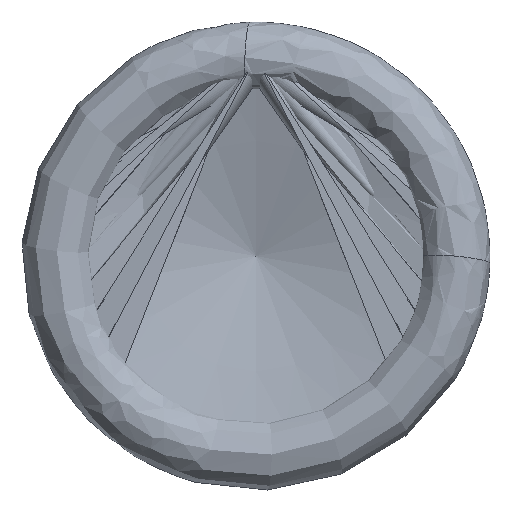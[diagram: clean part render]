
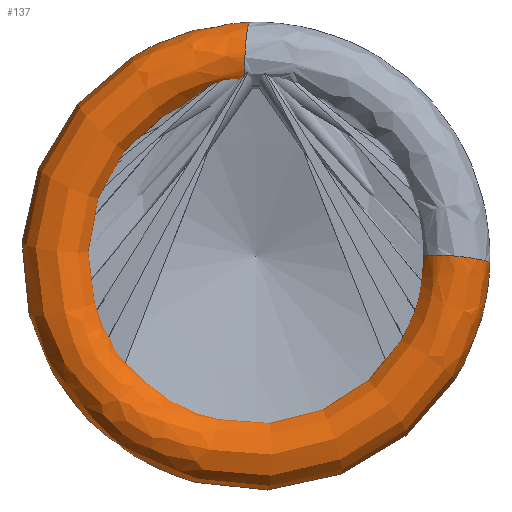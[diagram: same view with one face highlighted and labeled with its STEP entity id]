
A CAD part, left-side view. The second image highlights one B-rep face of the part: STEP entity #137.
In plain terms, the highlighted free-form (B-spline) face has degree [3, 3] with [7, 7] control points.
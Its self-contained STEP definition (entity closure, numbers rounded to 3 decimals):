
#137=ADVANCED_FACE('',(#151,#152),#149,.F.);
#149=(
BOUNDED_SURFACE()
B_SPLINE_SURFACE(3,3,((#320,#321,#322,#323,#324,#325,#326),(#327,#328,#329,
#330,#331,#332,#333),(#334,#335,#336,#337,#338,#339,#340),(#341,#342,#343,
#344,#345,#346,#347),(#348,#349,#350,#351,#352,#353,#354),(#355,#356,#357,
#358,#359,#360,#361),(#362,#363,#364,#365,#366,#367,#368)),
 .UNSPECIFIED.,.T.,.F.,.F.)
B_SPLINE_SURFACE_WITH_KNOTS((1,3,3,3,1),(4,3,4),(-0.5,0.,0.5,1.,1.5),(0.,
0.5,1.),.UNSPECIFIED.)
GEOMETRIC_REPRESENTATION_ITEM()
RATIONAL_B_SPLINE_SURFACE(((1.,0.597,0.597,1.,0.597,
0.597,1.),(0.333,0.199,0.199,
0.333,0.199,0.199,0.333),
(0.333,0.199,0.199,0.333,
0.199,0.199,0.333),(1.,0.597,
0.597,1.,0.597,0.597,1.),(0.333,
0.199,0.199,0.333,0.199,
0.199,0.333),(0.333,0.199,
0.199,0.333,0.199,0.199,
0.333),(1.,0.597,0.597,1.,0.597,
0.597,1.)))
REPRESENTATION_ITEM('')
SURFACE()
);
#151=FACE_BOUND('',#173,.T.);
#152=FACE_BOUND('',#174,.T.);
#173=EDGE_LOOP('',(#195));
#174=EDGE_LOOP('',(#196));
#195=ORIENTED_EDGE('',*,*,#229,.T.);
#196=ORIENTED_EDGE('',*,*,#230,.F.);
#217=VERTEX_POINT('',#317);
#218=VERTEX_POINT('',#319);
#229=EDGE_CURVE('',#217,#217,#240,.T.);
#230=EDGE_CURVE('',#218,#218,#241,.T.);
#240=CIRCLE('',#252,6.);
#241=CIRCLE('',#253,6.);
#252=AXIS2_PLACEMENT_3D('',#316,#274,#275);
#253=AXIS2_PLACEMENT_3D('',#318,#276,#277);
#274=DIRECTION('',(0.122,0.992,0.032));
#275=DIRECTION('',(0.992,-0.122,0.007));
#276=DIRECTION('',(0.122,-0.087,0.989));
#277=DIRECTION('',(0.992,0.,-0.122));
#316=CARTESIAN_POINT('',(5.955,1.143,33.992));
#317=CARTESIAN_POINT('',(11.91,0.41,34.032));
#318=CARTESIAN_POINT('',(5.955,-34.003,-0.728));
#319=CARTESIAN_POINT('',(11.91,-34.003,-1.462));
#320=CARTESIAN_POINT('',(11.91,-34.003,-1.462));
#321=CARTESIAN_POINT('',(11.91,-32.503,-36.345));
#322=CARTESIAN_POINT('',(11.91,0.131,-48.759));
#323=CARTESIAN_POINT('',(11.91,24.435,-23.691));
#324=CARTESIAN_POINT('',(11.91,48.739,1.376));
#325=CARTESIAN_POINT('',(11.91,35.323,33.611));
#326=CARTESIAN_POINT('',(11.91,0.41,34.032));
#327=CARTESIAN_POINT('',(12.037,-22.048,-0.432));
#328=CARTESIAN_POINT('',(12.037,-21.605,-23.051));
#329=CARTESIAN_POINT('',(12.037,-0.654,-31.586));
#330=CARTESIAN_POINT('',(12.037,15.469,-15.716));
#331=CARTESIAN_POINT('',(12.037,31.592,0.153));
#332=CARTESIAN_POINT('',(12.037,23.39,21.237));
#333=CARTESIAN_POINT('',(12.037,0.781,22.038));
#334=CARTESIAN_POINT('',(0.127,-22.048,1.036));
#335=CARTESIAN_POINT('',(0.127,-23.111,-21.583));
#336=CARTESIAN_POINT('',(0.127,-2.755,-31.501));
#337=CARTESIAN_POINT('',(0.127,14.403,-16.725));
#338=CARTESIAN_POINT('',(0.127,31.561,-1.95));
#339=CARTESIAN_POINT('',(0.127,24.773,19.652));
#340=CARTESIAN_POINT('',(0.127,2.247,21.958));
#341=CARTESIAN_POINT('',(0.,-34.003,0.006));
#342=CARTESIAN_POINT('',(0.,-34.009,-34.877));
#343=CARTESIAN_POINT('',(0.,-1.97,-48.674));
#344=CARTESIAN_POINT('',(0.,23.369,-24.7));
#345=CARTESIAN_POINT('',(0.,48.708,-0.726));
#346=CARTESIAN_POINT('',(0.,36.706,32.027));
#347=CARTESIAN_POINT('',(0.,1.876,33.951));
#348=CARTESIAN_POINT('',(-0.127,-45.958,-1.025));
#349=CARTESIAN_POINT('',(-0.127,-44.907,-48.172));
#350=CARTESIAN_POINT('',(-0.127,-1.185,-65.847));
#351=CARTESIAN_POINT('',(-0.127,32.335,-32.675));
#352=CARTESIAN_POINT('',(-0.127,65.855,0.497));
#353=CARTESIAN_POINT('',(-0.127,48.639,44.401));
#354=CARTESIAN_POINT('',(-0.127,1.505,45.945));
#355=CARTESIAN_POINT('',(11.783,-45.958,-2.493));
#356=CARTESIAN_POINT('',(11.783,-43.401,-49.64));
#357=CARTESIAN_POINT('',(11.783,0.916,-65.931));
#358=CARTESIAN_POINT('',(11.783,33.401,-31.666));
#359=CARTESIAN_POINT('',(11.783,65.886,2.6));
#360=CARTESIAN_POINT('',(11.783,47.256,45.985));
#361=CARTESIAN_POINT('',(11.783,0.039,46.026));
#362=CARTESIAN_POINT('',(11.91,-34.003,-1.462));
#363=CARTESIAN_POINT('',(11.91,-32.503,-36.345));
#364=CARTESIAN_POINT('',(11.91,0.131,-48.759));
#365=CARTESIAN_POINT('',(11.91,24.435,-23.691));
#366=CARTESIAN_POINT('',(11.91,48.739,1.376));
#367=CARTESIAN_POINT('',(11.91,35.323,33.611));
#368=CARTESIAN_POINT('',(11.91,0.41,34.032));
